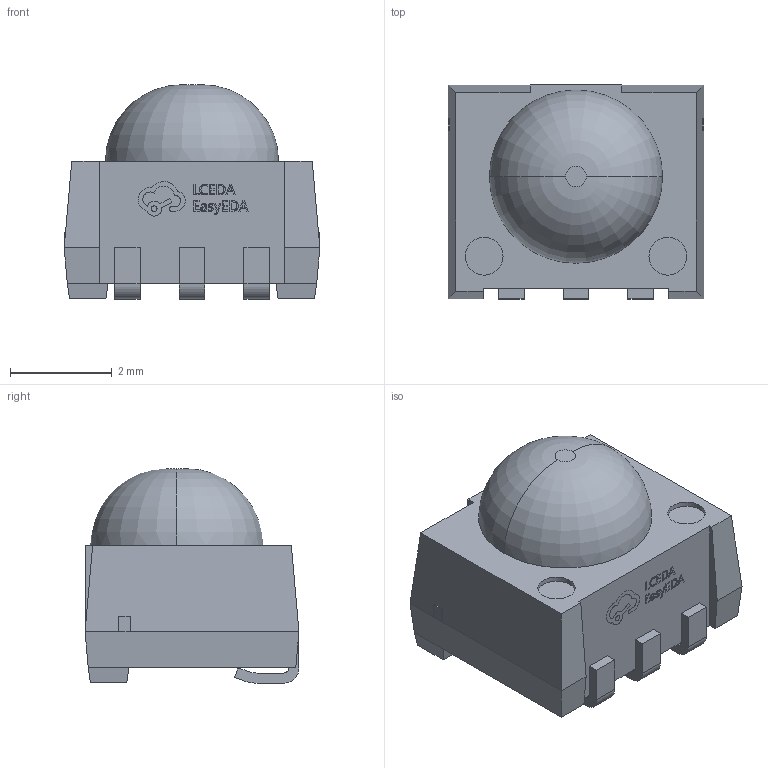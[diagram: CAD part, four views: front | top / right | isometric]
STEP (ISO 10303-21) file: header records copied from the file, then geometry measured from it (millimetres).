
FILE_DESCRIPTION (( 'STEP AP214' ), '1' );
FILE_NAME ('OPTO-SMD_ZIRM-5042B-42-Z2.step', '2022-07-05T13:56:04', ( '' ), ( '' ), 'SwSTEP 2.0', 'SolidWorks 2020', '' );
FILE_SCHEMA (( 'AUTOMOTIVE_DESIGN' ));
Length unit declared in the file: millimetre
Products named in the file (1): OPTO-SMD_ZIRM-5042B-42-Z2
Bounding box: 5.02 x 4.2 x 4.21 mm (x, y, z)
Volume: 57.3 mm3; surface area: 99.1 mm2
Topology: 1 solids, 1 shells, 371 faces, 998 edges, 658 vertices
Faces by surface type: plane 241, bspline 112, cylinder 16, torus 2
Entity records: 16801 total; most frequent: CARTESIAN_POINT 4132, ORIENTED_EDGE 1996, DIRECTION 1328, EDGE_CURVE 998, VECTOR 732, LINE 732, VERTEX_POINT 658, EDGE_LOOP 400
